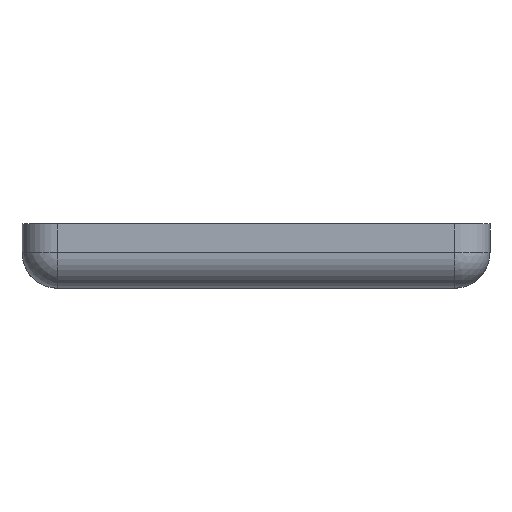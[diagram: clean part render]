
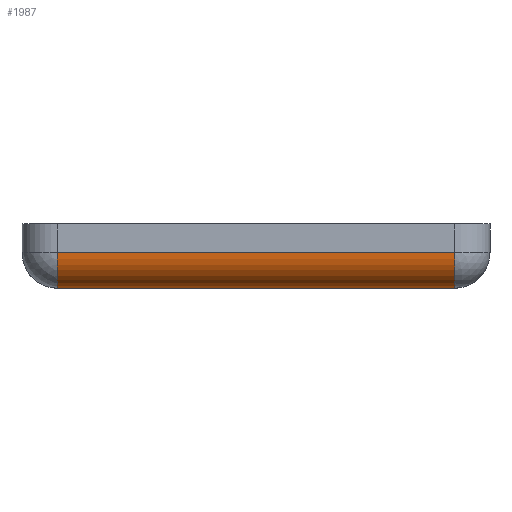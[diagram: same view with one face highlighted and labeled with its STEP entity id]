
A CAD part, left-side view. The second image highlights one B-rep face of the part: STEP entity #1987.
In plain terms, the highlighted cylindrical face has radius 6 mm (diameter 12 mm), a partial arc.
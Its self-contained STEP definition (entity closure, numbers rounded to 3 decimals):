
#129=CYLINDRICAL_SURFACE('',#2304,6.);
#229=FACE_OUTER_BOUND('',#362,.T.);
#362=EDGE_LOOP('',(#1773,#1774,#1775,#1776));
#452=LINE('',#3620,#549);
#453=LINE('',#3621,#550);
#549=VECTOR('',#2967,10.);
#550=VECTOR('',#2968,10.);
#763=CIRCLE('',#2293,6.);
#770=CIRCLE('',#2302,6.);
#965=VERTEX_POINT('',#3595);
#967=VERTEX_POINT('',#3598);
#972=VERTEX_POINT('',#3610);
#973=VERTEX_POINT('',#3612);
#1240=EDGE_CURVE('',#967,#965,#763,.F.);
#1247=EDGE_CURVE('',#972,#973,#770,.F.);
#1251=EDGE_CURVE('',#973,#967,#452,.T.);
#1252=EDGE_CURVE('',#965,#972,#453,.T.);
#1773=ORIENTED_EDGE('',*,*,#1247,.T.);
#1774=ORIENTED_EDGE('',*,*,#1251,.T.);
#1775=ORIENTED_EDGE('',*,*,#1240,.T.);
#1776=ORIENTED_EDGE('',*,*,#1252,.T.);
#1987=ADVANCED_FACE('',(#229),#129,.T.);
#2293=AXIS2_PLACEMENT_3D('',#3599,#2940,#2941);
#2302=AXIS2_PLACEMENT_3D('',#3614,#2958,#2959);
#2304=AXIS2_PLACEMENT_3D('',#3619,#2965,#2966);
#2940=DIRECTION('center_axis',(0.,-1.,0.));
#2941=DIRECTION('ref_axis',(0.,0.,-1.));
#2958=DIRECTION('center_axis',(0.,1.,0.));
#2959=DIRECTION('ref_axis',(-1.,0.,0.));
#2965=DIRECTION('center_axis',(0.,1.,0.));
#2966=DIRECTION('ref_axis',(-0.707,0.,-0.707));
#2967=DIRECTION('',(0.,-1.,0.));
#2968=DIRECTION('',(0.,1.,0.));
#3595=CARTESIAN_POINT('',(-115.8,-33.625,6.));
#3598=CARTESIAN_POINT('',(-109.8,-33.625,0.));
#3599=CARTESIAN_POINT('Origin',(-109.8,-33.625,6.));
#3610=CARTESIAN_POINT('',(-115.8,33.575,6.));
#3612=CARTESIAN_POINT('',(-109.8,33.575,0.));
#3614=CARTESIAN_POINT('Origin',(-109.8,33.575,6.));
#3619=CARTESIAN_POINT('Origin',(-109.8,19.775,6.));
#3620=CARTESIAN_POINT('',(-109.8,19.775,0.));
#3621=CARTESIAN_POINT('',(-115.8,19.775,6.));
